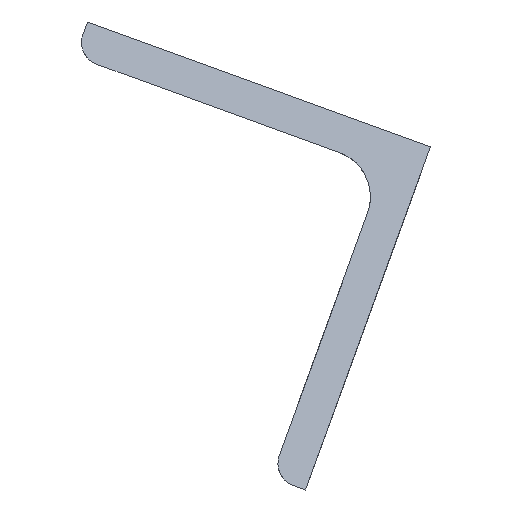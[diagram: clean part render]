
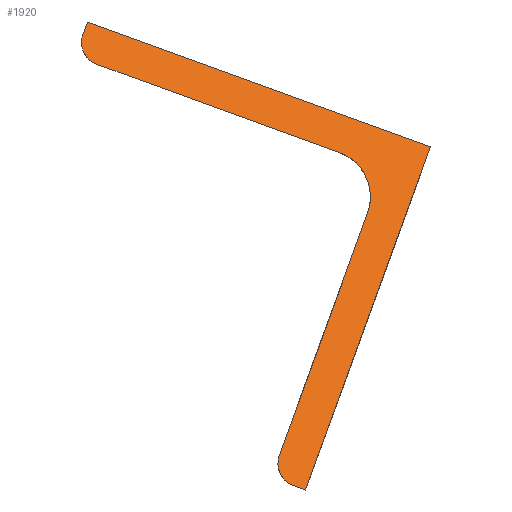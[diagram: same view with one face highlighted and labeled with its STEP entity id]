
A CAD part, front view. The second image highlights one B-rep face of the part: STEP entity #1920.
In plain terms, the highlighted face is planar.
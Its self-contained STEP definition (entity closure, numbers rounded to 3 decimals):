
#930=CARTESIAN_POINT('',(70.,2.5,0.));
#940=VERTEX_POINT('',#930);
#1020=CARTESIAN_POINT('',(65.5,7.,1.864));
#1030=VERTEX_POINT('',#1020);
#1060=CARTESIAN_POINT('',(70.,2.5,0.));
#1070=CARTESIAN_POINT('',(70.,2.974,
0.));
#1080=CARTESIAN_POINT('',(69.845,3.878,
0.064));
#1090=CARTESIAN_POINT('',(69.303,5.05,
0.289));
#1100=CARTESIAN_POINT('',(68.207,6.198,
0.743));
#1110=CARTESIAN_POINT('',(66.995,6.816,
1.245));
#1120=CARTESIAN_POINT('',(66.021,7.,1.648));
#1130=CARTESIAN_POINT('',(65.5,7.,1.864));
#1140=B_SPLINE_CURVE_WITH_KNOTS('',3,(#1060,#1070,#1080,#1090,#1100,
#1110,#1120,#1130),.UNSPECIFIED.,.F.,.F.,(4,1,1,1,1,4),(0.,0.2,0.4,0.6,
0.8,1.),.UNSPECIFIED.);
#1150=EDGE_CURVE('',#940,#1030,#1140,.T.);
#1200=CARTESIAN_POINT('',(70.,0.,0.));
#1210=DIRECTION('',(0.383,0.,0.924));
#1220=DIRECTION('',(-0.924,0.,0.383));
#1230=AXIS2_PLACEMENT_3D('',#1200,#1210,#1220);
#1240=PLANE('',#1230);
#1250=CARTESIAN_POINT('',(65.5,7.,1.864));
#1260=DIRECTION('',(-0.924,0.,0.383));
#1270=VECTOR('',#1260,1.);
#1280=LINE('',#1250,#1270);
#1290=CARTESIAN_POINT('',(16.,7.,22.371));
#1300=VERTEX_POINT('',#1290);
#1310=EDGE_CURVE('',#1030,#1300,#1280,.T.);
#1320=ORIENTED_EDGE('',*,*,#1310,.F.);
#1330=CARTESIAN_POINT('',(16.,16.,22.371));
#1340=DIRECTION('',(-0.383,-0.,-0.924));
#1350=DIRECTION('',(0.924,0.,-0.383));
#1360=AXIS2_PLACEMENT_3D('',#1330,#1340,#1350);
#1370=ELLIPSE('',#1360,9.742,9.);
#1380=CARTESIAN_POINT('',(7.,16.,26.1));
#1390=VERTEX_POINT('',#1380);
#1400=EDGE_CURVE('',#1300,#1390,#1370,.T.);
#1410=ORIENTED_EDGE('',*,*,#1400,.F.);
#1420=CARTESIAN_POINT('',(7.,65.5,26.1));
#1430=DIRECTION('',(0.,-1.,0.));
#1440=VECTOR('',#1430,1.);
#1450=LINE('',#1420,#1440);
#1460=CARTESIAN_POINT('',(7.,65.5,26.1));
#1470=VERTEX_POINT('',#1460);
#1480=EDGE_CURVE('',#1470,#1390,#1450,.T.);
#1490=ORIENTED_EDGE('',*,*,#1480,.T.);
#1500=CARTESIAN_POINT('',(2.5,65.5,27.964));
#1510=DIRECTION('',(0.383,0.,0.924));
#1520=DIRECTION('',(0.924,0.,-0.383));
#1530=AXIS2_PLACEMENT_3D('',#1500,#1510,#1520);
#1540=ELLIPSE('',#1530,4.871,4.5);
#1550=CARTESIAN_POINT('',(2.5,70.,27.964));
#1560=VERTEX_POINT('',#1550);
#1570=EDGE_CURVE('',#1470,#1560,#1540,.T.);
#1580=ORIENTED_EDGE('',*,*,#1570,.F.);
#1590=CARTESIAN_POINT('',(2.5,70.,27.964));
#1600=DIRECTION('',(-0.924,0.,0.383));
#1610=VECTOR('',#1600,1.);
#1620=LINE('',#1590,#1610);
#1630=CARTESIAN_POINT('',(0.,70.,29.));
#1640=VERTEX_POINT('',#1630);
#1650=EDGE_CURVE('',#1560,#1640,#1620,.T.);
#1660=ORIENTED_EDGE('',*,*,#1650,.F.);
#1670=CARTESIAN_POINT('',(0.,0.,29.));
#1680=DIRECTION('',(0.,1.,0.));
#1690=VECTOR('',#1680,1.);
#1700=LINE('',#1670,#1690);
#1710=CARTESIAN_POINT('',(0.,0.,29.));
#1720=VERTEX_POINT('',#1710);
#1730=EDGE_CURVE('',#1720,#1640,#1700,.T.);
#1740=ORIENTED_EDGE('',*,*,#1730,.T.);
#1750=CARTESIAN_POINT('',(0.,0.,29.));
#1760=DIRECTION('',(0.924,0.,-0.383));
#1770=VECTOR('',#1760,1.);
#1780=LINE('',#1750,#1770);
#1790=CARTESIAN_POINT('',(70.,0.,0.));
#1800=VERTEX_POINT('',#1790);
#1810=EDGE_CURVE('',#1720,#1800,#1780,.T.);
#1820=ORIENTED_EDGE('',*,*,#1810,.F.);
#1830=CARTESIAN_POINT('',(70.,2.5,0.));
#1840=DIRECTION('',(0.,-1.,0.));
#1850=VECTOR('',#1840,1.);
#1860=LINE('',#1830,#1850);
#1870=EDGE_CURVE('',#940,#1800,#1860,.T.);
#1880=ORIENTED_EDGE('',*,*,#1870,.T.);
#1890=ORIENTED_EDGE('',*,*,#1150,.F.);
#1900=EDGE_LOOP('',(#1890,#1880,#1820,#1740,#1660,#1580,#1490,#1410,
#1320));
#1910=FACE_OUTER_BOUND('',#1900,.T.);
#1920=ADVANCED_FACE('',(#1910),#1240,.F.);
